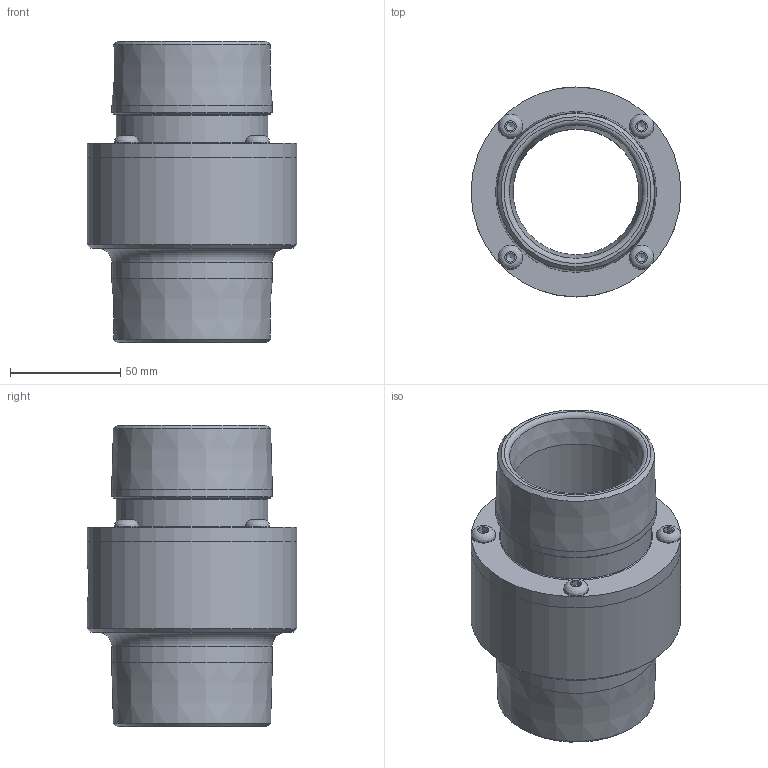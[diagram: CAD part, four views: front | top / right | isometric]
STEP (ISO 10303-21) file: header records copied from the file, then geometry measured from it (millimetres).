
FILE_DESCRIPTION(/* description */ ('','CAx-IF Rec.Pracs.---Representation and Presentation of Product Manufacturing Information (PMI)---3.8---2014-02-18'),/* implementation_level */ '2;1');
FILE_NAME(/* name */ '140250-3D.stp',/* time_stamp */ '2016-11-17T13:38:31-05:00',/* author */ ('Dave Woerner'),/* organization */ (''),/* preprocessor_version */ 'ST-DEVELOPER v16.5',/* originating_system */ 'Autodesk Inventor 2017',/* authorisation */ '');
FILE_SCHEMA (('AP242_MANAGED_MODEL_BASED_3D_ENGINEERING_MIM_LF { 1 0 10303 442 1 1 4 }'));
Length unit declared in the file: inch
Products named in the file (4): 140250-3D; 901683-DIM; 2.5inch threaded alum cap; ANSI B18.3 - 1/4 - 20 x 3/4
Assembly tree (6 placements, depth 2):
  140250-3D
    901683-DIM
    2.5inch threaded alum cap
    ANSI B18.3 - 1/4 - 20 x 3/4  x4
Bounding box: 95.25 x 95.25 x 136.64 mm (x, y, z)
Volume: 349587.2 mm3; surface area: 81962.8 mm2
Topology: 6 solids, 6 shells, 106 faces, 239 edges, 151 vertices
Faces by surface type: plane 44, cylinder 25, cone 23, torus 9, bspline 5
Full cylindrical faces by diameter (mm): 5.159 x4, 6.35 x4, 7.144 x4, 11.1 x4, 14.684 x1, 57.15 x2, 68.707 x1, 73.025 x2, 73.508 x1, 95.25 x2
Entity records: 1752 total; most frequent: CARTESIAN_POINT 479, DIRECTION 265, ORIENTED_EDGE 160, AXIS2_PLACEMENT_3D 126, EDGE_LOOP 122, EDGE_CURVE 80, VERTEX_POINT 72, FACE_BOUND 61
